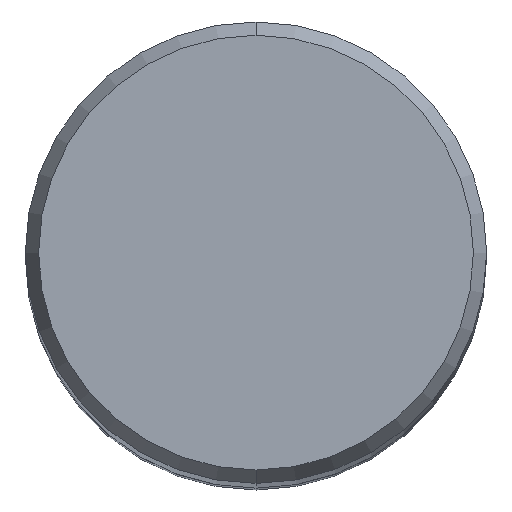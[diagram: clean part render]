
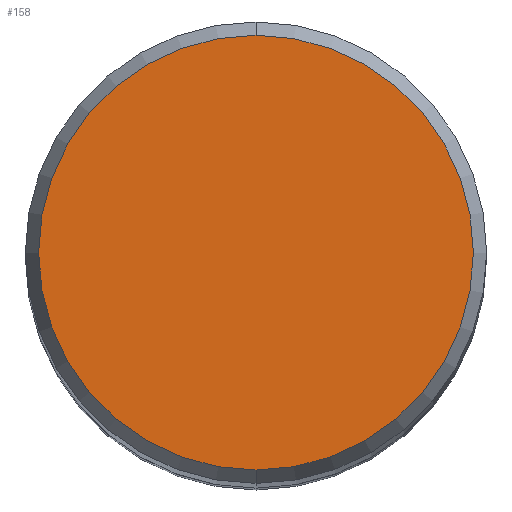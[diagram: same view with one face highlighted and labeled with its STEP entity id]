
A CAD part, top view. The second image highlights one B-rep face of the part: STEP entity #158.
In plain terms, the highlighted planar face has unit normal (0, 0, 1).
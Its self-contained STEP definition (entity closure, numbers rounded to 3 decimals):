
#102=EDGE_CURVE('',#142,#146,#255,.T.);
#142=VERTEX_POINT('',#302);
#146=VERTEX_POINT('',#306);
#158=ADVANCED_FACE('',(#319),#320,.T.);
#230=EDGE_CURVE('',#146,#142,#401,.T.);
#255=CIRCLE('',#420,3.746);
#302=CARTESIAN_POINT('',(0.0,3.746,0.01));
#306=CARTESIAN_POINT('',(0.,-3.746,0.01));
#319=FACE_OUTER_BOUND('',#500,.T.);
#320=PLANE('',#501);
#401=CIRCLE('',#601,3.746);
#420=AXIS2_PLACEMENT_3D('',#609,#610,#611);
#500=EDGE_LOOP('',(#702,#703));
#501=AXIS2_PLACEMENT_3D('',#704,#705,#706);
#601=AXIS2_PLACEMENT_3D('',#800,#801,#802);
#609=CARTESIAN_POINT('',(0.0,0.0,0.01));
#610=DIRECTION('',(0.0,0.0,-1.0));
#611=DIRECTION('',(0.0,1.0,0.0));
#702=ORIENTED_EDGE('',*,*,#102,.F.);
#703=ORIENTED_EDGE('',*,*,#230,.F.);
#704=CARTESIAN_POINT('',(0.0,1.873,0.01));
#705=DIRECTION('',(-0.0,0.0,1.0));
#706=DIRECTION('',(0.0,-1.0,0.0));
#800=CARTESIAN_POINT('',(0.0,0.0,0.01));
#801=DIRECTION('',(0.0,0.0,-1.0));
#802=DIRECTION('',(0.0,1.0,0.0));
